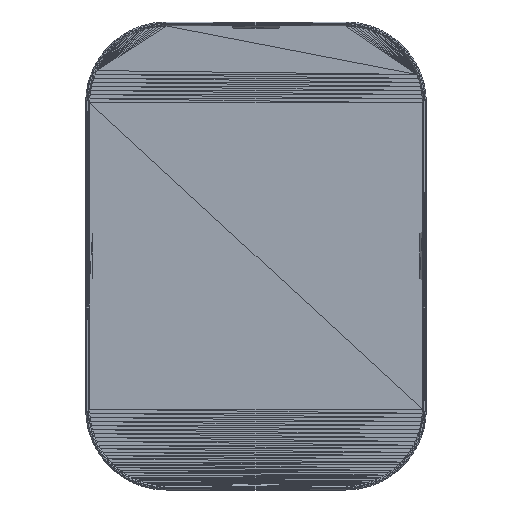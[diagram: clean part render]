
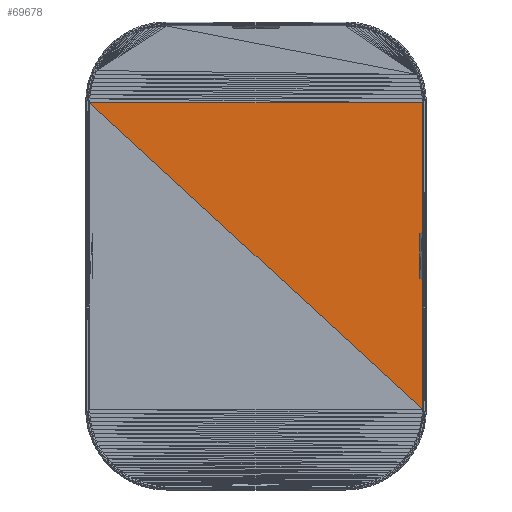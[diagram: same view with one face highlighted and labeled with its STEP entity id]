
A CAD part, top view. The second image highlights one B-rep face of the part: STEP entity #69678.
In plain terms, the highlighted planar face has unit normal (0, 0, 1).
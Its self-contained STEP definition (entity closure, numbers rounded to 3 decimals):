
#17425 = VERTEX_POINT('',#17426);
#17426 = CARTESIAN_POINT('',(67.9,-62.5,0.));
#17643 = VERTEX_POINT('',#17644);
#17644 = CARTESIAN_POINT('',(67.9,62.5,0.));
#17740 = PLANE('',#17741);
#17741 = AXIS2_PLACEMENT_3D('',#17742,#17743,#17744);
#17742 = CARTESIAN_POINT('',(67.9,0.016,
    1.252));
#17743 = DIRECTION('',(-1.,-0.,-0.));
#17744 = DIRECTION('',(0.,0.,-1.));
#17780 = EDGE_CURVE('',#17643,#17425,#17781,.T.);
#17781 = SURFACE_CURVE('',#17782,(#17786,#17793),.PCURVE_S1.);
#17782 = LINE('',#17783,#17784);
#17783 = CARTESIAN_POINT('',(67.9,62.5,0.));
#17784 = VECTOR('',#17785,1.);
#17785 = DIRECTION('',(0.,-1.,0.));
#17786 = PCURVE('',#17740,#17787);
#17787 = DEFINITIONAL_REPRESENTATION('',(#17788),#17792);
#17788 = LINE('',#17789,#17790);
#17789 = CARTESIAN_POINT('',(1.252,-62.484));
#17790 = VECTOR('',#17791,1.);
#17791 = DIRECTION('',(0.,1.));
#17792 = ( GEOMETRIC_REPRESENTATION_CONTEXT(2) 
PARAMETRIC_REPRESENTATION_CONTEXT() REPRESENTATION_CONTEXT('2D SPACE',''
  ) );
#17793 = PCURVE('',#17794,#17799);
#17794 = PLANE('',#17795);
#17795 = AXIS2_PLACEMENT_3D('',#17796,#17797,#17798);
#17796 = CARTESIAN_POINT('',(19.057,19.057,0.));
#17797 = DIRECTION('',(0.,0.,1.));
#17798 = DIRECTION('',(1.,0.,-0.));
#17799 = DEFINITIONAL_REPRESENTATION('',(#17800),#17803);
#17800 = B_SPLINE_CURVE_WITH_KNOTS('',1,(#17801,#17802),.UNSPECIFIED.,
  .F.,.F.,(2,2),(0.,125.),.PIECEWISE_BEZIER_KNOTS.);
#17801 = CARTESIAN_POINT('',(48.843,43.443));
#17802 = CARTESIAN_POINT('',(48.843,-81.557));
#17803 = ( GEOMETRIC_REPRESENTATION_CONTEXT(2) 
PARAMETRIC_REPRESENTATION_CONTEXT() REPRESENTATION_CONTEXT('2D SPACE',''
  ) );
#62567 = VERTEX_POINT('',#62568);
#62568 = CARTESIAN_POINT('',(-67.9,62.5,0.));
#62582 = PLANE('',#62583);
#62583 = AXIS2_PLACEMENT_3D('',#62584,#62585,#62586);
#62584 = CARTESIAN_POINT('',(-0.411,62.928,0.));
#62585 = DIRECTION('',(0.,0.,1.));
#62586 = DIRECTION('',(1.,0.,-0.));
#62813 = PLANE('',#62814);
#62814 = AXIS2_PLACEMENT_3D('',#62815,#62816,#62817);
#62815 = CARTESIAN_POINT('',(-19.057,-19.057,0.));
#62816 = DIRECTION('',(0.,0.,1.));
#62817 = DIRECTION('',(1.,0.,-0.));
#69659 = EDGE_CURVE('',#17425,#62567,#69660,.T.);
#69660 = SURFACE_CURVE('',#69661,(#69665,#69672),.PCURVE_S1.);
#69661 = LINE('',#69662,#69663);
#69662 = CARTESIAN_POINT('',(67.9,-62.5,0.));
#69663 = VECTOR('',#69664,1.);
#69664 = DIRECTION('',(-0.736,0.677,0.));
#69665 = PCURVE('',#62813,#69666);
#69666 = DEFINITIONAL_REPRESENTATION('',(#69667),#69671);
#69667 = LINE('',#69668,#69669);
#69668 = CARTESIAN_POINT('',(86.957,-43.443));
#69669 = VECTOR('',#69670,1.);
#69670 = DIRECTION('',(-0.736,0.677));
#69671 = ( GEOMETRIC_REPRESENTATION_CONTEXT(2) 
PARAMETRIC_REPRESENTATION_CONTEXT() REPRESENTATION_CONTEXT('2D SPACE',''
  ) );
#69672 = PCURVE('',#17794,#69673);
#69673 = DEFINITIONAL_REPRESENTATION('',(#69674),#69677);
#69674 = B_SPLINE_CURVE_WITH_KNOTS('',1,(#69675,#69676),.UNSPECIFIED.,
  .F.,.F.,(2,2),(0.,184.572),.PIECEWISE_BEZIER_KNOTS.);
#69675 = CARTESIAN_POINT('',(48.843,-81.557));
#69676 = CARTESIAN_POINT('',(-86.957,43.443));
#69677 = ( GEOMETRIC_REPRESENTATION_CONTEXT(2) 
PARAMETRIC_REPRESENTATION_CONTEXT() REPRESENTATION_CONTEXT('2D SPACE',''
  ) );
#69678 = ADVANCED_FACE('',(#69679),#17794,.T.);
#69679 = FACE_BOUND('',#69680,.T.);
#69680 = EDGE_LOOP('',(#69681,#69701,#69702));
#69681 = ORIENTED_EDGE('',*,*,#69682,.T.);
#69682 = EDGE_CURVE('',#17643,#62567,#69683,.T.);
#69683 = SURFACE_CURVE('',#69684,(#69688,#69695),.PCURVE_S1.);
#69684 = LINE('',#69685,#69686);
#69685 = CARTESIAN_POINT('',(67.9,62.5,0.));
#69686 = VECTOR('',#69687,1.);
#69687 = DIRECTION('',(-1.,0.,0.));
#69688 = PCURVE('',#17794,#69689);
#69689 = DEFINITIONAL_REPRESENTATION('',(#69690),#69694);
#69690 = LINE('',#69691,#69692);
#69691 = CARTESIAN_POINT('',(48.843,43.443));
#69692 = VECTOR('',#69693,1.);
#69693 = DIRECTION('',(-1.,0.));
#69694 = ( GEOMETRIC_REPRESENTATION_CONTEXT(2) 
PARAMETRIC_REPRESENTATION_CONTEXT() REPRESENTATION_CONTEXT('2D SPACE',''
  ) );
#69695 = PCURVE('',#62582,#69696);
#69696 = DEFINITIONAL_REPRESENTATION('',(#69697),#69700);
#69697 = B_SPLINE_CURVE_WITH_KNOTS('',1,(#69698,#69699),.UNSPECIFIED.,
  .F.,.F.,(2,2),(0.,135.8),.PIECEWISE_BEZIER_KNOTS.);
#69698 = CARTESIAN_POINT('',(68.311,-0.428));
#69699 = CARTESIAN_POINT('',(-67.489,-0.428));
#69700 = ( GEOMETRIC_REPRESENTATION_CONTEXT(2) 
PARAMETRIC_REPRESENTATION_CONTEXT() REPRESENTATION_CONTEXT('2D SPACE',''
  ) );
#69701 = ORIENTED_EDGE('',*,*,#69659,.F.);
#69702 = ORIENTED_EDGE('',*,*,#17780,.F.);
